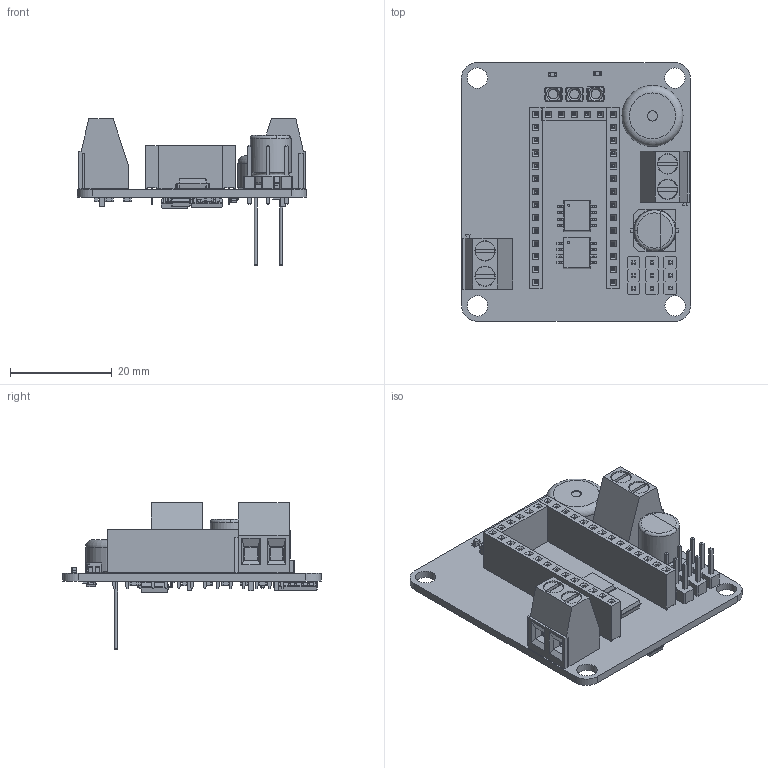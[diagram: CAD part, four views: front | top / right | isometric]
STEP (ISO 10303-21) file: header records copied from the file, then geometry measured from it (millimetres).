
FILE_DESCRIPTION(('KiCad electronic assembly'),'2;1');
FILE_NAME('SHOCK V3 REV2.step','2025-07-07T09:03:10',('Pcbnew'),('Kicad' ),'Open CASCADE STEP processor 7.8','KiCad to STEP converter', 'Unknown');
FILE_SCHEMA(('AUTOMOTIVE_DESIGN { 1 0 10303 214 1 1 1 1 }'));
Length unit declared in the file: millimetre
Products named in the file (17): SHOCK V3 REV2 1; SOIC-8_5.3x6.2mm_P1.27mm; LED_0603_1608Metric; LED_RGB_Wuerth-PLCC4_3.2x2.8mm_150141M173100; PinSocket_1x14_P2.54mm_Vertical; PinSocket_1x05_P2.54mm_Vertical; CP_Elec_8x10.5; PinHeader_1x03_P2.54mm_Vertical; TerminalBlock_Phoenix_MKDS-1,5-2_1x02_P5.00mm_Horizontal; Buzzer_TDK_PS1240P02BT_D12.2mm_H6.5mm; R_0603_1608Metric; SOT-353_SC-70-5; C_0603_1608Metric; SOIC-8_5.3x5.3mm_P1.27mm; SOIC-14_3.9x8.7mm_P1.27mm; L_0603_1608Metric; SHOCK V3 REV2_PCB
Assembly tree (53 placements, depth 2):
  SHOCK V3 REV2 1
    SOIC-8_5.3x6.2mm_P1.27mm  x3
    LED_0603_1608Metric  x2
    LED_RGB_Wuerth-PLCC4_3.2x2.8mm_150141M173100  x3
    PinSocket_1x14_P2.54mm_Vertical  x2
    PinSocket_1x05_P2.54mm_Vertical
    CP_Elec_8x10.5
    PinHeader_1x03_P2.54mm_Vertical  x3
    TerminalBlock_Phoenix_MKDS-1,5-2_1x02_P5.00mm_Horizontal  x2
    Buzzer_TDK_PS1240P02BT_D12.2mm_H6.5mm
    R_0603_1608Metric  x11
    SOT-353_SC-70-5
    C_0603_1608Metric  x18
    SOIC-8_5.3x5.3mm_P1.27mm
    SOIC-14_3.9x8.7mm_P1.27mm
    L_0603_1608Metric  x2
    SHOCK V3 REV2_PCB
Bounding box: 45.01 x 50.83 x 28.8 mm (x, y, z)
Volume: 8799 mm3; surface area: 12861.7 mm2
Topology: 53 solids, 53 shells, 3405 faces, 8933 edges, 5777 vertices
Faces by surface type: plane 2595, cylinder 669, bspline 123, cone 9, torus 8, revolution 1
Full cylindrical faces by diameter (mm): 0.6 x1, 0.65 x2, 1 x11, 1.1 x33, 1.3 x4, 1.867 x3, 2 x1, 3.8 x4, 4 x8, 8 x2, 12 x1
Entity records: 63330 total; most frequent: CARTESIAN_POINT 9104, ORIENTED_EDGE 8380, DIRECTION 7788, EDGE_CURVE 4191, LINE 3493, VECTOR 3493, VERTEX_POINT 2683, AXIS2_PLACEMENT_3D 2147
